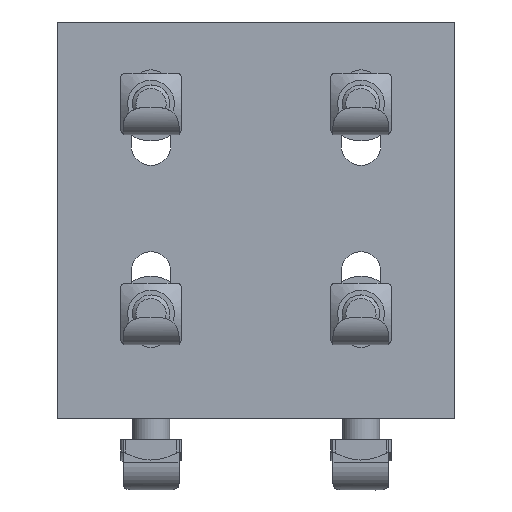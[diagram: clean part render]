
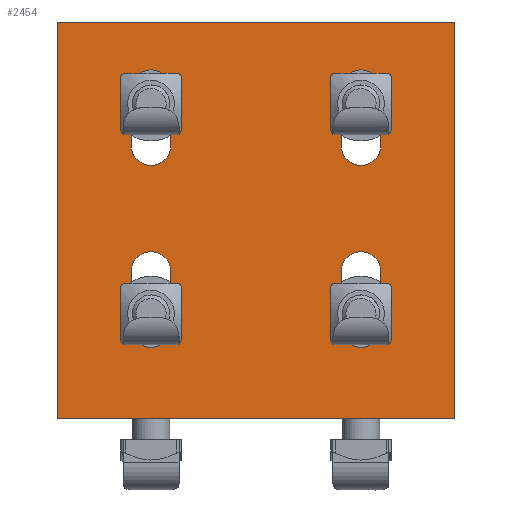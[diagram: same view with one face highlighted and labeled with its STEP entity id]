
A CAD part, left-side view. The second image highlights one B-rep face of the part: STEP entity #2454.
In plain terms, the highlighted planar face has unit normal (-1, 0, 0).
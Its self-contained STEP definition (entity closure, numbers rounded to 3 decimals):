
#153=FACE_BOUND('',#473,.T.);
#154=FACE_BOUND('',#474,.T.);
#155=FACE_BOUND('',#475,.T.);
#156=FACE_BOUND('',#476,.T.);
#220=PLANE('',#2780);
#331=FACE_OUTER_BOUND('',#472,.T.);
#472=EDGE_LOOP('',(#2093,#2094,#2095,#2096));
#473=EDGE_LOOP('',(#2097,#2098,#2099,#2100));
#474=EDGE_LOOP('',(#2101,#2102,#2103,#2104));
#475=EDGE_LOOP('',(#2105,#2106,#2107,#2108));
#476=EDGE_LOOP('',(#2109,#2110,#2111,#2112));
#585=LINE('',#3960,#782);
#589=LINE('',#3970,#786);
#592=LINE('',#3978,#789);
#596=LINE('',#3990,#793);
#600=LINE('',#4002,#797);
#604=LINE('',#4014,#801);
#609=LINE('',#4032,#806);
#613=LINE('',#4042,#810);
#662=LINE('',#4210,#859);
#665=LINE('',#4220,#862);
#670=LINE('',#4229,#867);
#671=LINE('',#4231,#868);
#782=VECTOR('',#3130,10.);
#786=VECTOR('',#3142,10.);
#789=VECTOR('',#3147,10.);
#793=VECTOR('',#3159,10.);
#797=VECTOR('',#3171,10.);
#801=VECTOR('',#3183,10.);
#806=VECTOR('',#3202,10.);
#810=VECTOR('',#3214,10.);
#859=VECTOR('',#3361,10.);
#862=VECTOR('',#3372,10.);
#867=VECTOR('',#3381,10.);
#868=VECTOR('',#3384,10.);
#965=CIRCLE('',#2695,4.25);
#967=CIRCLE('',#2699,4.25);
#969=CIRCLE('',#2704,4.25);
#971=CIRCLE('',#2708,4.25);
#973=CIRCLE('',#2712,4.25);
#975=CIRCLE('',#2716,4.25);
#977=CIRCLE('',#2719,4.25);
#979=CIRCLE('',#2723,4.25);
#1130=VERTEX_POINT('',#3951);
#1131=VERTEX_POINT('',#3953);
#1133=VERTEX_POINT('',#3959);
#1135=VERTEX_POINT('',#3965);
#1138=VERTEX_POINT('',#3975);
#1139=VERTEX_POINT('',#3977);
#1141=VERTEX_POINT('',#3983);
#1143=VERTEX_POINT('',#3989);
#1146=VERTEX_POINT('',#3999);
#1147=VERTEX_POINT('',#4001);
#1149=VERTEX_POINT('',#4007);
#1151=VERTEX_POINT('',#4013);
#1154=VERTEX_POINT('',#4023);
#1155=VERTEX_POINT('',#4025);
#1157=VERTEX_POINT('',#4031);
#1159=VERTEX_POINT('',#4037);
#1204=VERTEX_POINT('',#4207);
#1205=VERTEX_POINT('',#4209);
#1208=VERTEX_POINT('',#4219);
#1210=VERTEX_POINT('',#4227);
#1396=EDGE_CURVE('',#1131,#1130,#965,.T.);
#1399=EDGE_CURVE('',#1133,#1131,#585,.T.);
#1402=EDGE_CURVE('',#1135,#1133,#967,.T.);
#1405=EDGE_CURVE('',#1130,#1135,#589,.T.);
#1408=EDGE_CURVE('',#1139,#1138,#592,.T.);
#1411=EDGE_CURVE('',#1141,#1139,#969,.T.);
#1414=EDGE_CURVE('',#1143,#1141,#596,.T.);
#1417=EDGE_CURVE('',#1138,#1143,#971,.T.);
#1420=EDGE_CURVE('',#1147,#1146,#600,.T.);
#1423=EDGE_CURVE('',#1149,#1147,#973,.T.);
#1426=EDGE_CURVE('',#1151,#1149,#604,.T.);
#1429=EDGE_CURVE('',#1146,#1151,#975,.T.);
#1432=EDGE_CURVE('',#1155,#1154,#977,.T.);
#1435=EDGE_CURVE('',#1157,#1155,#609,.T.);
#1438=EDGE_CURVE('',#1159,#1157,#979,.T.);
#1441=EDGE_CURVE('',#1154,#1159,#613,.T.);
#1514=EDGE_CURVE('',#1205,#1204,#662,.T.);
#1519=EDGE_CURVE('',#1208,#1205,#665,.T.);
#1524=EDGE_CURVE('',#1204,#1210,#670,.T.);
#1525=EDGE_CURVE('',#1210,#1208,#671,.T.);
#2093=ORIENTED_EDGE('',*,*,#1525,.T.);
#2094=ORIENTED_EDGE('',*,*,#1519,.T.);
#2095=ORIENTED_EDGE('',*,*,#1514,.T.);
#2096=ORIENTED_EDGE('',*,*,#1524,.T.);
#2097=ORIENTED_EDGE('',*,*,#1402,.T.);
#2098=ORIENTED_EDGE('',*,*,#1399,.T.);
#2099=ORIENTED_EDGE('',*,*,#1396,.T.);
#2100=ORIENTED_EDGE('',*,*,#1405,.T.);
#2101=ORIENTED_EDGE('',*,*,#1414,.T.);
#2102=ORIENTED_EDGE('',*,*,#1411,.T.);
#2103=ORIENTED_EDGE('',*,*,#1408,.T.);
#2104=ORIENTED_EDGE('',*,*,#1417,.T.);
#2105=ORIENTED_EDGE('',*,*,#1426,.T.);
#2106=ORIENTED_EDGE('',*,*,#1423,.T.);
#2107=ORIENTED_EDGE('',*,*,#1420,.T.);
#2108=ORIENTED_EDGE('',*,*,#1429,.T.);
#2109=ORIENTED_EDGE('',*,*,#1438,.T.);
#2110=ORIENTED_EDGE('',*,*,#1435,.T.);
#2111=ORIENTED_EDGE('',*,*,#1432,.T.);
#2112=ORIENTED_EDGE('',*,*,#1441,.T.);
#2454=ADVANCED_FACE('',(#331,#153,#154,#155,#156),#220,.T.);
#2695=AXIS2_PLACEMENT_3D('',#3954,#3124,#3125);
#2699=AXIS2_PLACEMENT_3D('',#3966,#3136,#3137);
#2704=AXIS2_PLACEMENT_3D('',#3984,#3153,#3154);
#2708=AXIS2_PLACEMENT_3D('',#3994,#3165,#3166);
#2712=AXIS2_PLACEMENT_3D('',#4008,#3177,#3178);
#2716=AXIS2_PLACEMENT_3D('',#4018,#3189,#3190);
#2719=AXIS2_PLACEMENT_3D('',#4026,#3196,#3197);
#2723=AXIS2_PLACEMENT_3D('',#4038,#3208,#3209);
#2780=AXIS2_PLACEMENT_3D('',#4230,#3382,#3383);
#3124=DIRECTION('center_axis',(1.,0.,0.));
#3125=DIRECTION('ref_axis',(0.,0.,1.));
#3130=DIRECTION('',(0.,1.,0.));
#3136=DIRECTION('center_axis',(1.,0.,0.));
#3137=DIRECTION('ref_axis',(0.,0.,-1.));
#3142=DIRECTION('',(0.,-1.,0.));
#3147=DIRECTION('',(0.,-1.,0.));
#3153=DIRECTION('center_axis',(1.,0.,0.));
#3154=DIRECTION('ref_axis',(0.,0.,-1.));
#3159=DIRECTION('',(0.,1.,0.));
#3165=DIRECTION('center_axis',(1.,0.,0.));
#3166=DIRECTION('ref_axis',(0.,0.,1.));
#3171=DIRECTION('',(0.,1.,0.));
#3177=DIRECTION('center_axis',(1.,0.,0.));
#3178=DIRECTION('ref_axis',(0.,0.,1.));
#3183=DIRECTION('',(0.,-1.,0.));
#3189=DIRECTION('center_axis',(1.,0.,0.));
#3190=DIRECTION('ref_axis',(0.,0.,-1.));
#3196=DIRECTION('center_axis',(1.,0.,0.));
#3197=DIRECTION('ref_axis',(0.,0.,-1.));
#3202=DIRECTION('',(0.,-1.,0.));
#3208=DIRECTION('center_axis',(1.,0.,0.));
#3209=DIRECTION('ref_axis',(0.,0.,1.));
#3214=DIRECTION('',(0.,1.,0.));
#3361=DIRECTION('',(0.,-1.,0.));
#3372=DIRECTION('',(0.,0.,-1.));
#3381=DIRECTION('',(0.,0.,1.));
#3382=DIRECTION('center_axis',(-1.,0.,0.));
#3383=DIRECTION('ref_axis',(0.,0.,1.));
#3384=DIRECTION('',(0.,1.,0.));
#3951=CARTESIAN_POINT('',(-4.,27.5,-18.25));
#3953=CARTESIAN_POINT('',(-4.,27.5,-26.75));
#3954=CARTESIAN_POINT('Origin',(-4.,27.5,-22.5));
#3959=CARTESIAN_POINT('',(-4.,15.5,-26.75));
#3960=CARTESIAN_POINT('',(-4.,11.75,-26.75));
#3965=CARTESIAN_POINT('',(-4.,15.5,-18.25));
#3966=CARTESIAN_POINT('Origin',(-4.,15.5,-22.5));
#3970=CARTESIAN_POINT('',(-4.,5.75,-18.25));
#3975=CARTESIAN_POINT('',(-4.,15.5,26.75));
#3977=CARTESIAN_POINT('',(-4.,27.5,26.75));
#3978=CARTESIAN_POINT('',(-4.,5.75,26.75));
#3983=CARTESIAN_POINT('',(-4.,27.5,18.25));
#3984=CARTESIAN_POINT('Origin',(-4.,27.5,22.5));
#3989=CARTESIAN_POINT('',(-4.,15.5,18.25));
#3990=CARTESIAN_POINT('',(-4.,11.75,18.25));
#3994=CARTESIAN_POINT('Origin',(-4.,15.5,22.5));
#3999=CARTESIAN_POINT('',(-4.,66.5,18.25));
#4001=CARTESIAN_POINT('',(-4.,54.5,18.25));
#4002=CARTESIAN_POINT('',(-4.,31.25,18.25));
#4007=CARTESIAN_POINT('',(-4.,54.5,26.75));
#4008=CARTESIAN_POINT('Origin',(-4.,54.5,22.5));
#4013=CARTESIAN_POINT('',(-4.,66.5,26.75));
#4014=CARTESIAN_POINT('',(-4.,25.25,26.75));
#4018=CARTESIAN_POINT('Origin',(-4.,66.5,22.5));
#4023=CARTESIAN_POINT('',(-4.,54.5,-26.75));
#4025=CARTESIAN_POINT('',(-4.,54.5,-18.25));
#4026=CARTESIAN_POINT('Origin',(-4.,54.5,-22.5));
#4031=CARTESIAN_POINT('',(-4.,66.5,-18.25));
#4032=CARTESIAN_POINT('',(-4.,25.25,-18.25));
#4037=CARTESIAN_POINT('',(-4.,66.5,-26.75));
#4038=CARTESIAN_POINT('Origin',(-4.,66.5,-22.5));
#4042=CARTESIAN_POINT('',(-4.,31.25,-26.75));
#4207=CARTESIAN_POINT('',(-4.,-4.,-42.5));
#4209=CARTESIAN_POINT('',(-4.,81.,-42.5));
#4210=CARTESIAN_POINT('',(-4.,81.,-42.5));
#4219=CARTESIAN_POINT('',(-4.,81.,42.5));
#4220=CARTESIAN_POINT('',(-4.,81.,0.));
#4227=CARTESIAN_POINT('',(-4.,-4.,42.5));
#4229=CARTESIAN_POINT('',(-4.,-4.,0.));
#4230=CARTESIAN_POINT('Origin',(-4.,-4.,0.));
#4231=CARTESIAN_POINT('',(-4.,81.,42.5));
